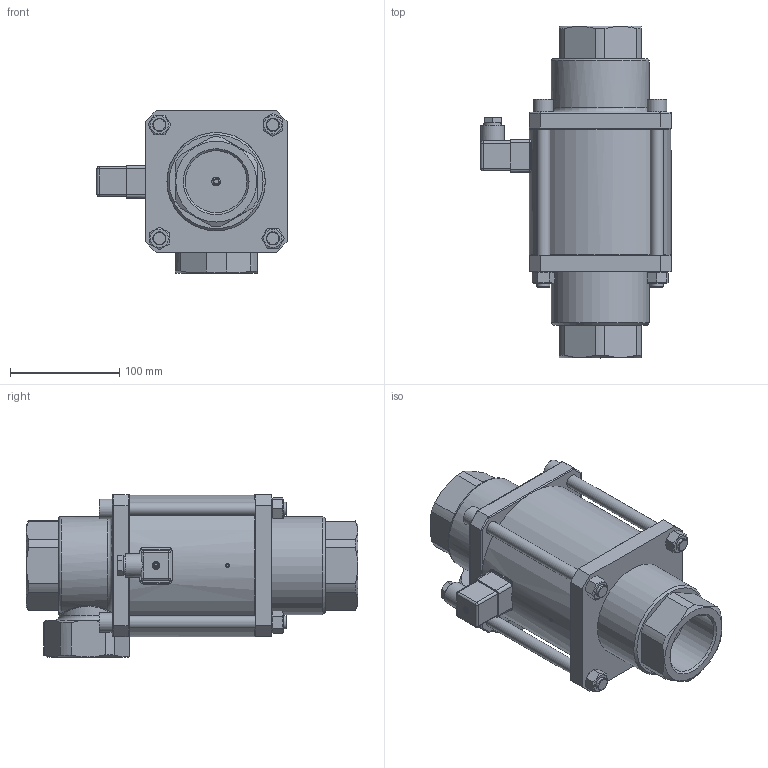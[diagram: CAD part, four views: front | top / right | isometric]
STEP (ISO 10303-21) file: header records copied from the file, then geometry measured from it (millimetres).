
FILE_DESCRIPTION(/* description */ (''),/* implementation_level */ '2;1');
FILE_NAME(/* name */ '93701432.stp',/* time_stamp */ '2015-06-24T12:23:53+02:00',/* author */ ('jmetzger'),/* organization */ (''),/* preprocessor_version */ 'ST-DEVELOPER v15.2',/* originating_system */ 'Autodesk Inventor 2014',/* authorisation */ '');
FILE_SCHEMA (('AUTOMOTIVE_DESIGN { 1 0 10303 214 3 1 1 }'));
Length unit declared in the file: millimetre
Products named in the file (1): 93701432
Bounding box: 174.24 x 304 x 149 mm (x, y, z)
Volume: 2984715.8 mm3; surface area: 231804.5 mm2
Topology: 1 solids, 1 shells, 350 faces, 834 edges, 523 vertices
Faces by surface type: plane 188, cylinder 95, cone 37, bspline 19, torus 7, sphere 4
Full cylindrical faces by diameter (mm): 5 x4, 5.5 x1, 7.1 x1, 11 x1, 12 x8, 12.5 x8, 16 x1, 18 x4, 21.6 x1, 56.656 x3, 90 x1, 90.1 x1, 99 x1, 99.1 x1, 130 x1
Entity records: 11274 total; most frequent: CARTESIAN_POINT 3826, DIRECTION 1486, ORIENTED_EDGE 1466, EDGE_CURVE 733, AXIS2_PLACEMENT_3D 565, VERTEX_POINT 506, EDGE_LOOP 479, LINE 356
